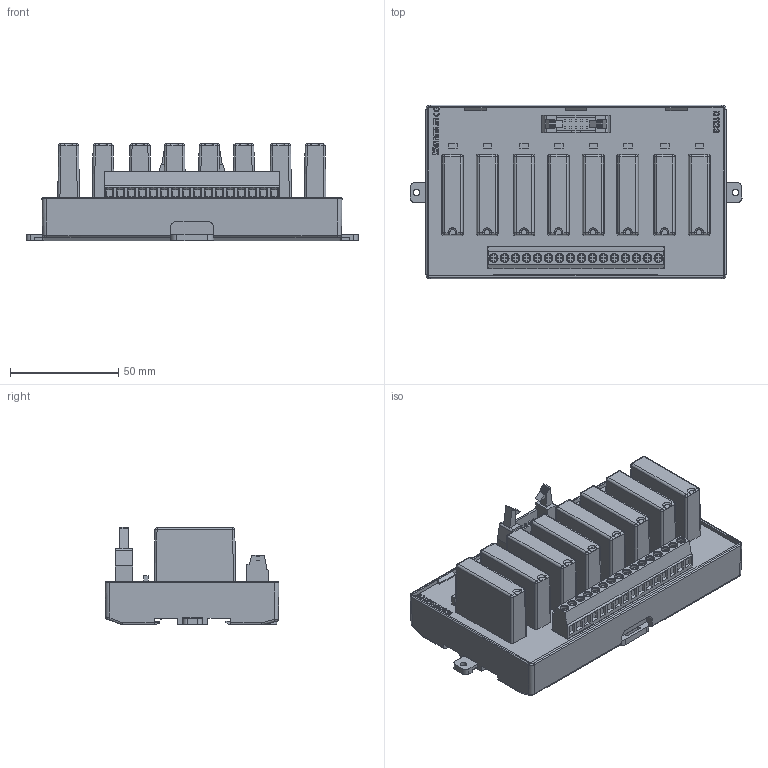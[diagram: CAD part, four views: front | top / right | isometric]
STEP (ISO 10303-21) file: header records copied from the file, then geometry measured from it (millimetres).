
FILE_DESCRIPTION(/* description */ (''),/* implementation_level */ '2;1');
FILE_NAME(/* name */ '',/* time_stamp */ '2024-08-16T14:59:35+08:00',/* author */ (''),/* organization */ (''),/* preprocessor_version */ 'ST-DEVELOPER v14',/* originating_system */ 'SIEMENS PLM Software NX 8.0',/* authorisation */ '');
FILE_SCHEMA (('AUTOMOTIVE_DESIGN { 1 0 10303 214 3 1 1 1 }'));
Length unit declared in the file: millimetre
Products named in the file (1): Admi12A04B78acv2
Bounding box: 153.47 x 80.4 x 45.25 mm (x, y, z)
Volume: 276955.9 mm3; surface area: 59396 mm2
Topology: 3 solids, 3 shells, 1222 faces, 3213 edges, 2068 vertices
Faces by surface type: plane 901, cylinder 178, torus 56, sphere 32, cone 32, extrusion 13, bspline 10
Full cylindrical faces by diameter (mm): 3 x2, 4.1 x32
Entity records: 39652 total; most frequent: CARTESIAN_POINT 8968, ORIENTED_EDGE 6246, DIRECTION 5666, EDGE_CURVE 3123, VECTOR 2426, LINE 2413, VERTEX_POINT 2060, AXIS2_PLACEMENT_3D 1620
